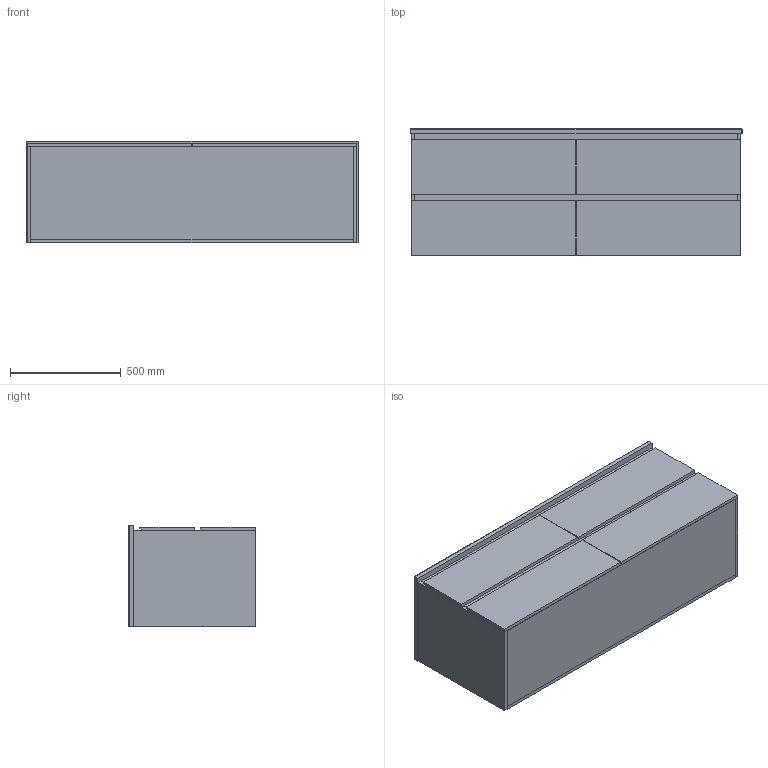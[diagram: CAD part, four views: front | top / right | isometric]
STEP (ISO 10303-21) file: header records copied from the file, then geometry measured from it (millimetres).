
FILE_DESCRIPTION (( 'STEP AP214' ), '1' );
FILE_NAME ('AD Twin Acrylic 1500D ASSEM.STEP', '2019-03-08T00:31:43', ( '' ), ( '' ), 'SwSTEP 2.0', 'SolidWorks 2015', '' );
FILE_SCHEMA (( 'AUTOMOTIVE_DESIGN' ));
Length unit declared in the file: millimetre
Products named in the file (3): AD Twin Acrylic 1500D; AD Twin Acrylic 1500D ASSEM; Essentials Acrylic 1500D
Assembly tree (2 placements, depth 2):
  AD Twin Acrylic 1500D ASSEM
    AD Twin Acrylic 1500D
    Essentials Acrylic 1500D
Bounding box: 1500 x 572 x 460 mm (x, y, z)
Volume: 74798351.2 mm3; surface area: 9097833.1 mm2
Topology: 10 solids, 10 shells, 125 faces, 271 edges, 164 vertices
Faces by surface type: plane 80, cylinder 23, bspline 12, sphere 6, torus 4
Entity records: 5053 total; most frequent: CARTESIAN_POINT 1965, DIRECTION 531, ORIENTED_EDGE 530, EDGE_CURVE 265, LINE 195, VECTOR 195, AXIS2_PLACEMENT_3D 168, VERTEX_POINT 164
